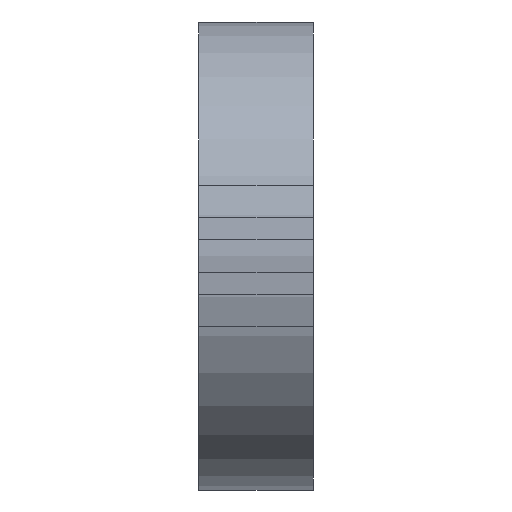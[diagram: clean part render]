
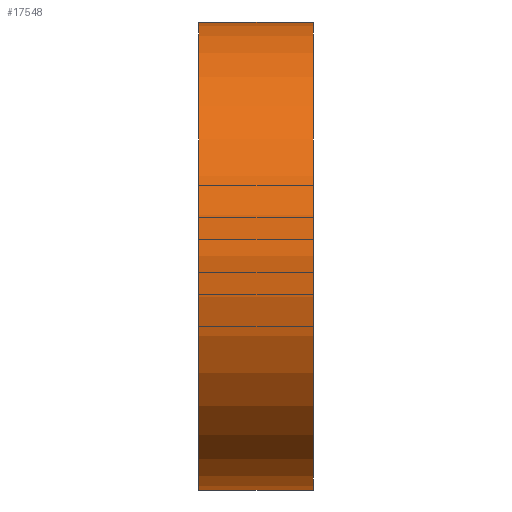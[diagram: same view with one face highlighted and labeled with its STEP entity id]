
A CAD part, left-side view. The second image highlights one B-rep face of the part: STEP entity #17548.
In plain terms, the highlighted cylindrical face has radius 12.258 mm (diameter 24.516 mm), a partial arc.
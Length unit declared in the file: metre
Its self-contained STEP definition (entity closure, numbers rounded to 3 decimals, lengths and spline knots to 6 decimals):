
#2756=LINE('',#28953,#4876);
#2757=LINE('',#28954,#4877);
#4876=VECTOR('',#23523,1.);
#4877=VECTOR('',#23524,1.);
#9208=ORIENTED_EDGE('',*,*,#12249,.T.);
#9209=ORIENTED_EDGE('',*,*,#12688,.F.);
#9210=ORIENTED_EDGE('',*,*,#12471,.F.);
#9211=ORIENTED_EDGE('',*,*,#12689,.T.);
#12249=EDGE_CURVE('',#14422,#14421,#14860,.T.);
#12471=EDGE_CURVE('',#14427,#14425,#14887,.T.);
#12688=EDGE_CURVE('',#14425,#14421,#2756,.T.);
#12689=EDGE_CURVE('',#14427,#14422,#2757,.T.);
#14421=VERTEX_POINT('',#28505);
#14422=VERTEX_POINT('',#28507);
#14425=VERTEX_POINT('',#28730);
#14427=VERTEX_POINT('',#28734);
#14860=CIRCLE('',#18862,0.012258);
#14887=CIRCLE('',#18890,0.012258);
#15564=EDGE_LOOP('',(#9208,#9209,#9210,#9211));
#16436=FACE_BOUND('',#15564,.T.);
#16872=CYLINDRICAL_SURFACE('',#18915,0.012258);
#17548=ADVANCED_FACE('',(#16436),#16872,.T.);
#18862=AXIS2_PLACEMENT_3D('',#28506,#23028,#23029);
#18890=AXIS2_PLACEMENT_3D('',#28735,#23279,#23280);
#18915=AXIS2_PLACEMENT_3D('',#28952,#23521,#23522);
#23028=DIRECTION('',(0.,-1.,0.));
#23029=DIRECTION('',(0.,0.,-1.));
#23279=DIRECTION('',(0.,-1.,0.));
#23280=DIRECTION('',(0.,0.,-1.));
#23521=DIRECTION('',(0.,1.,0.));
#23522=DIRECTION('',(0.,0.,1.));
#23523=DIRECTION('',(0.,1.,0.));
#23524=DIRECTION('',(0.,1.,0.));
#28505=CARTESIAN_POINT('',(-0.144,0.003,-0.012258));
#28506=CARTESIAN_POINT('',(-0.144,0.003,0.));
#28507=CARTESIAN_POINT('',(-0.144,0.003,0.012258));
#28730=CARTESIAN_POINT('',(-0.144,-0.003,-0.012258));
#28734=CARTESIAN_POINT('',(-0.144,-0.003,0.012258));
#28735=CARTESIAN_POINT('',(-0.144,-0.003,0.));
#28952=CARTESIAN_POINT('',(-0.144,-0.003,0.));
#28953=CARTESIAN_POINT('',(-0.144,-0.003,-0.012258));
#28954=CARTESIAN_POINT('',(-0.144,-0.003,0.012258));
